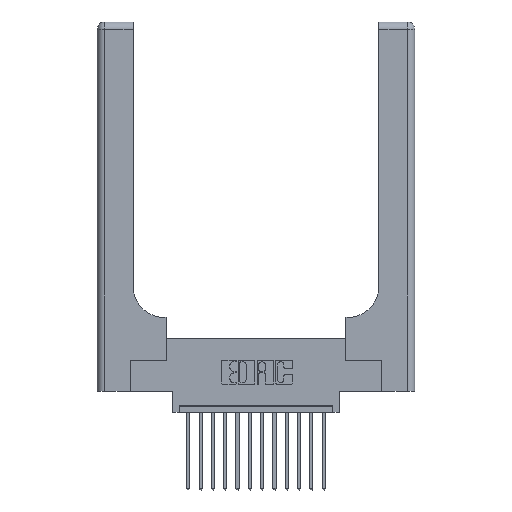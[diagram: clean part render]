
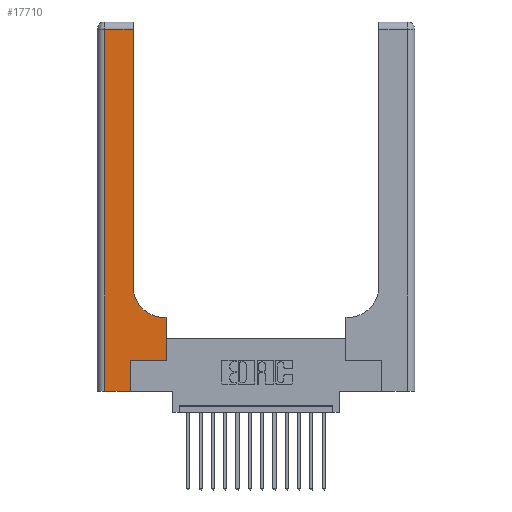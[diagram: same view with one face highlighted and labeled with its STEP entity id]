
A CAD part, top view. The second image highlights one B-rep face of the part: STEP entity #17710.
In plain terms, the highlighted planar face has unit normal (0, 0, 1).
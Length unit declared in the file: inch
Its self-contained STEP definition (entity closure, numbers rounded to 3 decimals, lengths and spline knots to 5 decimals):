
#662 = VERTEX_POINT ( 'NONE', #16642 ) ;
#830 = EDGE_CURVE ( 'NONE', #6629, #17950, #2045, .T. ) ;
#940 = EDGE_CURVE ( 'NONE', #15654, #7902, #13868, .T. ) ;
#1033 = CARTESIAN_POINT ( 'NONE',  ( 0.06, 3., 0.37 ) ) ;
#1376 = CARTESIAN_POINT ( 'NONE',  ( 0., 2.94, 0.37 ) ) ;
#1707 = CARTESIAN_POINT ( 'NONE',  ( 0.2915, 0.6, 0.37 ) ) ;
#1772 = CARTESIAN_POINT ( 'NONE',  ( 0.5415, 0.6, 0.37 ) ) ;
#1788 = LINE ( 'NONE', #1033, #14261 ) ;
#2027 = AXIS2_PLACEMENT_3D ( 'NONE', #11753, #4176, #5549 ) ;
#2045 = LINE ( 'NONE', #18279, #10546 ) ;
#2154 = CARTESIAN_POINT ( 'NONE',  ( 0.5415, 0.85, 0.37 ) ) ;
#2164 = FACE_OUTER_BOUND ( 'NONE', #5351, .T. ) ;
#2740 = DIRECTION ( 'NONE',  ( -1., 0., 0. ) ) ;
#2808 = EDGE_CURVE ( 'NONE', #15251, #4909, #6132, .T. ) ;
#3119 = CARTESIAN_POINT ( 'NONE',  ( 0., 0., 0.37 ) ) ;
#3122 = DIRECTION ( 'NONE',  ( -1., 0., 0. ) ) ;
#3657 = AXIS2_PLACEMENT_3D ( 'NONE', #2154, #9150, #7832 ) ;
#4176 = DIRECTION ( 'NONE',  ( 0., 0., -1. ) ) ;
#4909 = VERTEX_POINT ( 'NONE', #16473 ) ;
#5229 = LINE ( 'NONE', #14556, #15474 ) ;
#5351 = EDGE_LOOP ( 'NONE', ( #15870, #10357, #7312, #8173, #6409, #7592, #5434, #9843, #10661 ) ) ;
#5434 = ORIENTED_EDGE ( 'NONE', *, *, #18319, .T. ) ;
#5549 = DIRECTION ( 'NONE',  ( -1., 0., 0. ) ) ;
#5988 = VECTOR ( 'NONE', #15447, 39.37008 ) ;
#6132 = LINE ( 'NONE', #3119, #8600 ) ;
#6409 = ORIENTED_EDGE ( 'NONE', *, *, #16389, .T. ) ;
#6629 = VERTEX_POINT ( 'NONE', #13797 ) ;
#7312 = ORIENTED_EDGE ( 'NONE', *, *, #15775, .T. ) ;
#7592 = ORIENTED_EDGE ( 'NONE', *, *, #830, .T. ) ;
#7832 = DIRECTION ( 'NONE',  ( 1., 0., 0. ) ) ;
#7895 = VECTOR ( 'NONE', #2740, 39.37008 ) ;
#7902 = VERTEX_POINT ( 'NONE', #1772 ) ;
#8083 = CARTESIAN_POINT ( 'NONE',  ( 0.5585, 0.6, 0.37 ) ) ;
#8173 = ORIENTED_EDGE ( 'NONE', *, *, #2808, .T. ) ;
#8600 = VECTOR ( 'NONE', #15698, 39.37008 ) ;
#8623 = DIRECTION ( 'NONE',  ( 1., 0., 0. ) ) ;
#8734 = VECTOR ( 'NONE', #3122, 39.37008 ) ;
#9150 = DIRECTION ( 'NONE',  ( 0., 0., -1. ) ) ;
#9631 = CARTESIAN_POINT ( 'NONE',  ( 0.269, 0., 0.37 ) ) ;
#9824 = LINE ( 'NONE', #9631, #5988 ) ;
#9843 = ORIENTED_EDGE ( 'NONE', *, *, #940, .T. ) ;
#9969 = VECTOR ( 'NONE', #14873, 39.37008 ) ;
#10241 = CARTESIAN_POINT ( 'NONE',  ( 0.2915, 2.94, 0.37 ) ) ;
#10357 = ORIENTED_EDGE ( 'NONE', *, *, #12198, .T. ) ;
#10546 = VECTOR ( 'NONE', #8623, 39.37008 ) ;
#10661 = ORIENTED_EDGE ( 'NONE', *, *, #14427, .T. ) ;
#10753 = CARTESIAN_POINT ( 'NONE',  ( 0.5585, 0.25, 0.37 ) ) ;
#11191 = DIRECTION ( 'NONE',  ( 0., -1., 0. ) ) ;
#11616 = CIRCLE ( 'NONE', #3657, 0.25 ) ;
#11753 = CARTESIAN_POINT ( 'NONE',  ( 0., 3., 0.37 ) ) ;
#12011 = CARTESIAN_POINT ( 'NONE',  ( 0.5585, 0.25, 0.37 ) ) ;
#12198 = EDGE_CURVE ( 'NONE', #15031, #13685, #13908, .T. ) ;
#12842 = LINE ( 'NONE', #12011, #9969 ) ;
#13203 = DIRECTION ( 'NONE',  ( 0., 1., 0. ) ) ;
#13685 = VERTEX_POINT ( 'NONE', #17903 ) ;
#13693 = CARTESIAN_POINT ( 'NONE',  ( 0.06, 0., 0.37 ) ) ;
#13797 = CARTESIAN_POINT ( 'NONE',  ( 0.269, 0.25, 0.37 ) ) ;
#13868 = LINE ( 'NONE', #1707, #8734 ) ;
#13908 = LINE ( 'NONE', #1376, #7895 ) ;
#14096 = EDGE_CURVE ( 'NONE', #662, #15031, #5229, .T. ) ;
#14103 = PLANE ( 'NONE',  #2027 ) ;
#14261 = VECTOR ( 'NONE', #11191, 39.37008 ) ;
#14427 = EDGE_CURVE ( 'NONE', #7902, #662, #11616, .T. ) ;
#14556 = CARTESIAN_POINT ( 'NONE',  ( 0.2915, 3., 0.37 ) ) ;
#14873 = DIRECTION ( 'NONE',  ( 0., 1., 0. ) ) ;
#15031 = VERTEX_POINT ( 'NONE', #10241 ) ;
#15251 = VERTEX_POINT ( 'NONE', #13693 ) ;
#15447 = DIRECTION ( 'NONE',  ( 0., 1., 0. ) ) ;
#15474 = VECTOR ( 'NONE', #13203, 39.37008 ) ;
#15654 = VERTEX_POINT ( 'NONE', #8083 ) ;
#15698 = DIRECTION ( 'NONE',  ( 1., 0., 0. ) ) ;
#15775 = EDGE_CURVE ( 'NONE', #13685, #15251, #1788, .T. ) ;
#15870 = ORIENTED_EDGE ( 'NONE', *, *, #14096, .T. ) ;
#16389 = EDGE_CURVE ( 'NONE', #4909, #6629, #9824, .T. ) ;
#16473 = CARTESIAN_POINT ( 'NONE',  ( 0.269, 0., 0.37 ) ) ;
#16642 = CARTESIAN_POINT ( 'NONE',  ( 0.2915, 0.85, 0.37 ) ) ;
#17710 = ADVANCED_FACE ( 'NONE', ( #2164 ), #14103, .F. ) ;
#17903 = CARTESIAN_POINT ( 'NONE',  ( 0.06, 2.94, 0.37 ) ) ;
#17950 = VERTEX_POINT ( 'NONE', #10753 ) ;
#18279 = CARTESIAN_POINT ( 'NONE',  ( 0.269, 0.25, 0.37 ) ) ;
#18319 = EDGE_CURVE ( 'NONE', #17950, #15654, #12842, .T. ) ;
